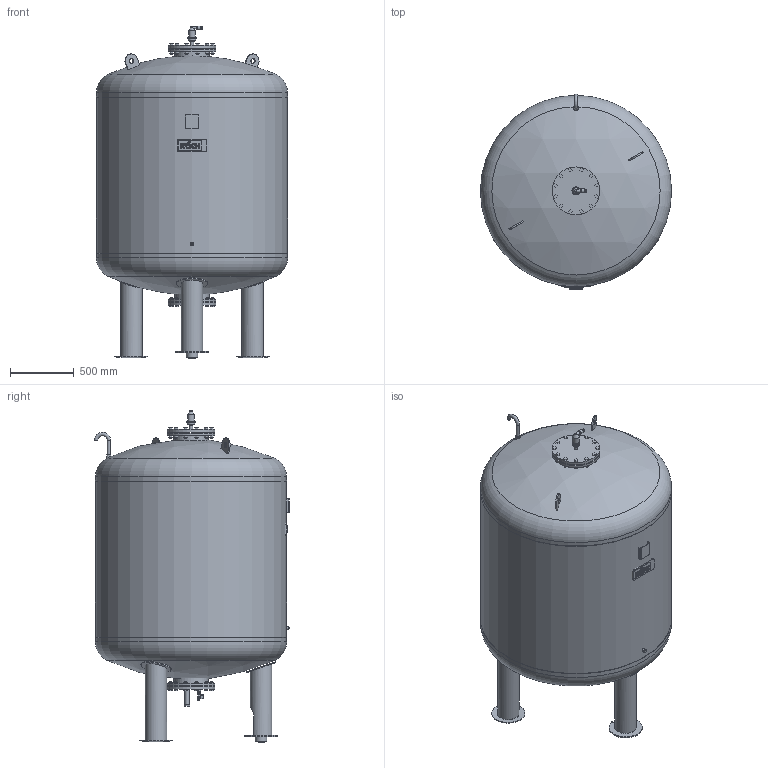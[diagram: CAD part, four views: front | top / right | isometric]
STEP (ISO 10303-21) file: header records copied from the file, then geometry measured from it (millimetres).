
FILE_DESCRIPTION(/* description */ (''),/* implementation_level */ '2;1');
FILE_NAME(/* name */ '3d_VariomatVG3000-8601205.stp',/* time_stamp */ '2024-09-24T14:51:44+02:00',/* author */ ('Andrzej'),/* organization */ (''),/* preprocessor_version */ 'ST-DEVELOPER v16.13',/* originating_system */ 'AutoCAD Mechanical',/* authorisation */ '');
FILE_SCHEMA (('AUTOMOTIVE_DESIGN { 1 0 10303 214 3 1 1 }'));
Length unit declared in the file: millimetre
Products named in the file (1): Product
Bounding box: 1500 x 1532.45 x 2606 mm (x, y, z)
Volume: 2997378451.2 mm3; surface area: 21227125.8 mm2
Topology: 40 solids, 42 shells, 914 faces, 2106 edges, 1392 vertices
Faces by surface type: plane 644, cylinder 201, cone 42, sphere 15, torus 12
Full cylindrical faces by diameter (mm): 10.3 x1, 11.5 x1, 12 x1, 14.6 x1, 16 x48, 16.662 x1, 18.9 x1, 20.7 x1, 20.9 x2, 20.955 x1, 21 x1, 23 x1, 23.6 x1, 24.5 x1, 24.7 x1, 25.4 x1, 26.4 x1, 26.6 x1, 26.9 x4, 27 x1, 28 x1, 30 x1, 33.7 x3, 38 x2, 50 x1, 57 x1, 63 x2, 90 x1, 159.3 x2, 161.1 x1
Entity records: 25058 total; most frequent: CARTESIAN_POINT 4609, DIRECTION 4199, ORIENTED_EDGE 3812, EDGE_CURVE 1906, LINE 1421, VECTOR 1421, AXIS2_PLACEMENT_3D 1389, VERTEX_POINT 1349
